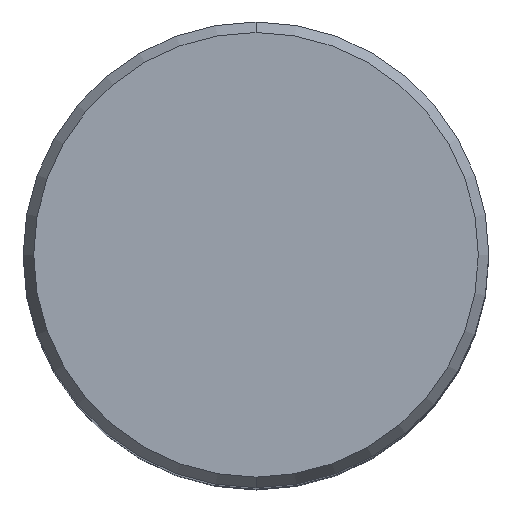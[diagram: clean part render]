
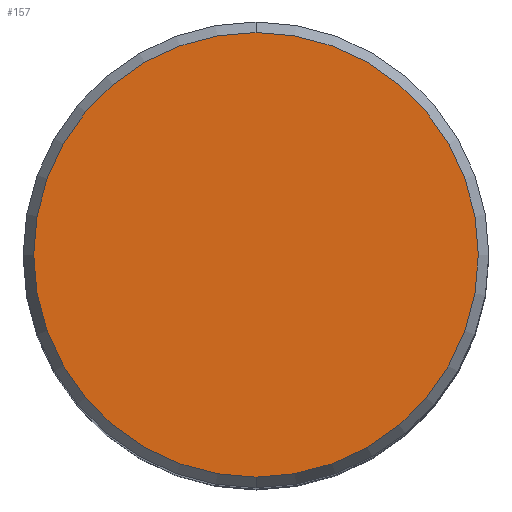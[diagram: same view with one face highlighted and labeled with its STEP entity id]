
A CAD part, top view. The second image highlights one B-rep face of the part: STEP entity #157.
In plain terms, the highlighted planar face has unit normal (0, 0, 1).
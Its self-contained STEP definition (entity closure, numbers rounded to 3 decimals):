
#123=VERTEX_POINT('',#311);
#157=ADVANCED_FACE('',(#351),#352,.T.);
#201=VERTEX_POINT('',#401);
#221=EDGE_CURVE('',#123,#201,#424,.T.);
#277=EDGE_CURVE('',#201,#123,#488,.T.);
#311=CARTESIAN_POINT('',(0.0,24.255,0.01));
#351=FACE_OUTER_BOUND('',#562,.T.);
#352=PLANE('',#563);
#401=CARTESIAN_POINT('',(0.,-24.255,0.01));
#424=CIRCLE('',#660,24.255);
#488=CIRCLE('',#738,24.255);
#562=EDGE_LOOP('',(#817,#818));
#563=AXIS2_PLACEMENT_3D('',#819,#820,#821);
#660=AXIS2_PLACEMENT_3D('',#915,#916,#917);
#738=AXIS2_PLACEMENT_3D('',#986,#987,#988);
#817=ORIENTED_EDGE('',*,*,#221,.F.);
#818=ORIENTED_EDGE('',*,*,#277,.F.);
#819=CARTESIAN_POINT('',(0.0,12.127,0.01));
#820=DIRECTION('',(-0.0,0.0,1.0));
#821=DIRECTION('',(0.0,-1.0,0.0));
#915=CARTESIAN_POINT('',(0.0,0.0,0.01));
#916=DIRECTION('',(0.0,0.0,-1.0));
#917=DIRECTION('',(0.0,1.0,0.0));
#986=CARTESIAN_POINT('',(0.0,0.0,0.01));
#987=DIRECTION('',(0.0,0.0,-1.0));
#988=DIRECTION('',(0.0,1.0,0.0));
